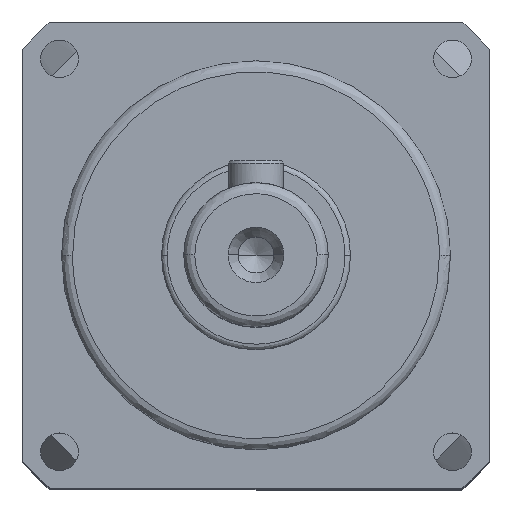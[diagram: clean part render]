
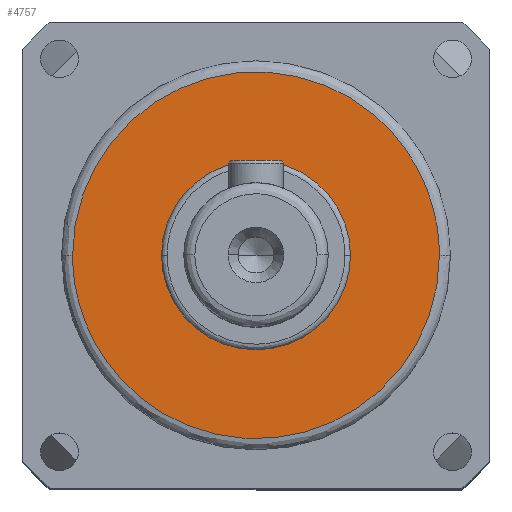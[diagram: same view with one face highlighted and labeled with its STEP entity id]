
A CAD part, top view. The second image highlights one B-rep face of the part: STEP entity #4757.
In plain terms, the highlighted planar face has unit normal (0, 0, 1).
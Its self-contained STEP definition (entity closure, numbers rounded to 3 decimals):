
#192 = CARTESIAN_POINT ( 'NONE',  ( 0., 0., 34.5 ) ) ;
#609 = CARTESIAN_POINT ( 'NONE',  ( -16.5, 0., 34.5 ) ) ;
#654 = CARTESIAN_POINT ( 'NONE',  ( 16.5, 0., 34.5 ) ) ;
#664 = AXIS2_PLACEMENT_3D ( 'NONE', #8905, #4045, #9696 ) ;
#689 = CARTESIAN_POINT ( 'NONE',  ( 16.5, -33., 34.5 ) ) ;
#747 = CARTESIAN_POINT ( 'NONE',  ( -8.5, 0., 34.5 ) ) ;
#756 = CARTESIAN_POINT ( 'NONE',  ( -16.5, -33., 34.5 ) ) ;
#954 = CARTESIAN_POINT ( 'NONE',  ( 16.5, 0., 34.5 ) ) ;
#1010 = DIRECTION ( 'NONE',  ( 1., 0., 0. ) ) ;
#1011 =( BOUNDED_CURVE ( )  B_SPLINE_CURVE ( 3, ( #3045, #3878, #9532, #4698 ),
 .UNSPECIFIED., .F., .F. ) 
 B_SPLINE_CURVE_WITH_KNOTS ( ( 4, 4 ),
 ( 0.5, 1. ),
 .UNSPECIFIED. ) 
 CURVE ( )  GEOMETRIC_REPRESENTATION_ITEM ( )  RATIONAL_B_SPLINE_CURVE ( ( 1., 0.333, 0.333, 1. ) ) 
 REPRESENTATION_ITEM ( '' )  );
#1027 = CIRCLE ( 'NONE', #3333, 8.5 ) ;
#1563 = DIRECTION ( 'NONE',  ( -1., 0., 0. ) ) ;
#1815 = EDGE_CURVE ( 'NONE', #5452, #10031, #2345, .T. ) ;
#1867 = EDGE_CURVE ( 'NONE', #10244, #2862, #1027, .T. ) ;
#2345 =( BOUNDED_CURVE ( )  B_SPLINE_CURVE ( 3, ( #654, #689, #756, #609 ),
 .UNSPECIFIED., .F., .F. ) 
 B_SPLINE_CURVE_WITH_KNOTS ( ( 4, 4 ),
 ( 0., 0.5 ),
 .UNSPECIFIED. ) 
 CURVE ( )  GEOMETRIC_REPRESENTATION_ITEM ( )  RATIONAL_B_SPLINE_CURVE ( ( 1., 0.333, 0.333, 1. ) ) 
 REPRESENTATION_ITEM ( '' )  );
#2862 = VERTEX_POINT ( 'NONE', #747 ) ;
#3045 = CARTESIAN_POINT ( 'NONE',  ( -16.5, 0., 34.5 ) ) ;
#3333 = AXIS2_PLACEMENT_3D ( 'NONE', #10493, #6423, #1563 ) ;
#3878 = CARTESIAN_POINT ( 'NONE',  ( -16.5, 33., 34.5 ) ) ;
#4045 = DIRECTION ( 'NONE',  ( 0., 0., -1. ) ) ;
#4324 = EDGE_CURVE ( 'NONE', #10031, #5452, #1011, .T. ) ;
#4430 = EDGE_LOOP ( 'NONE', ( #6731, #6979 ) ) ;
#4698 = CARTESIAN_POINT ( 'NONE',  ( 16.5, 0., 34.5 ) ) ;
#4757 = ADVANCED_FACE ( 'NONE', ( #8586, #6466 ), #5044, .T. ) ;
#5044 = PLANE ( 'NONE',  #9786 ) ;
#5360 = CIRCLE ( 'NONE', #664, 8.5 ) ;
#5452 = VERTEX_POINT ( 'NONE', #954 ) ;
#5492 = ORIENTED_EDGE ( 'NONE', *, *, #1815, .F. ) ;
#5901 = DIRECTION ( 'NONE',  ( 0., 0., 1. ) ) ;
#6423 = DIRECTION ( 'NONE',  ( 0., 0., -1. ) ) ;
#6466 = FACE_BOUND ( 'NONE', #4430, .T. ) ;
#6731 = ORIENTED_EDGE ( 'NONE', *, *, #10309, .T. ) ;
#6979 = ORIENTED_EDGE ( 'NONE', *, *, #1867, .T. ) ;
#8586 = FACE_OUTER_BOUND ( 'NONE', #9171, .T. ) ;
#8728 = ORIENTED_EDGE ( 'NONE', *, *, #4324, .F. ) ;
#8905 = CARTESIAN_POINT ( 'NONE',  ( 0., 0., 34.5 ) ) ;
#9171 = EDGE_LOOP ( 'NONE', ( #8728, #5492 ) ) ;
#9518 = CARTESIAN_POINT ( 'NONE',  ( 8.5, 0., 34.5 ) ) ;
#9532 = CARTESIAN_POINT ( 'NONE',  ( 16.5, 33., 34.5 ) ) ;
#9696 = DIRECTION ( 'NONE',  ( -1., 0., 0. ) ) ;
#9786 = AXIS2_PLACEMENT_3D ( 'NONE', #192, #5901, #1010 ) ;
#10031 = VERTEX_POINT ( 'NONE', #10217 ) ;
#10217 = CARTESIAN_POINT ( 'NONE',  ( -16.5, 0., 34.5 ) ) ;
#10244 = VERTEX_POINT ( 'NONE', #9518 ) ;
#10309 = EDGE_CURVE ( 'NONE', #2862, #10244, #5360, .T. ) ;
#10493 = CARTESIAN_POINT ( 'NONE',  ( 0., 0., 34.5 ) ) ;
